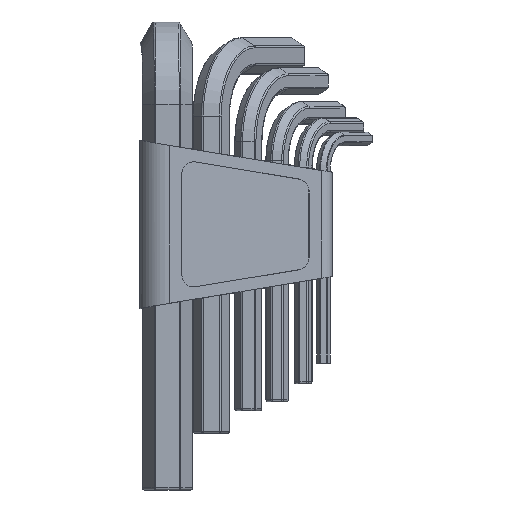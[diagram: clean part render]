
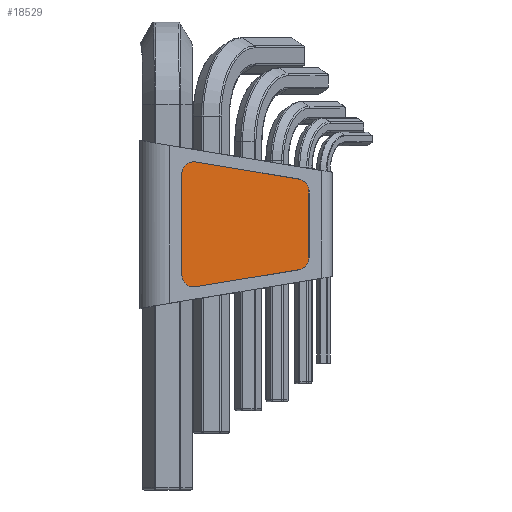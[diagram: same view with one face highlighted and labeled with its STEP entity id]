
A CAD part, front view. The second image highlights one B-rep face of the part: STEP entity #18529.
In plain terms, the highlighted planar face has unit normal (0.083, -0.997, 0).
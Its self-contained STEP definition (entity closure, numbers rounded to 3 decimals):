
#410 = ORIENTED_EDGE ( 'NONE', *, *, #18428, .T. ) ;
#411 = ORIENTED_EDGE ( 'NONE', *, *, #18419, .T. ) ;
#412 = ORIENTED_EDGE ( 'NONE', *, *, #18430, .T. ) ;
#413 = ORIENTED_EDGE ( 'NONE', *, *, #18431, .T. ) ;
#414 = ORIENTED_EDGE ( 'NONE', *, *, #18425, .T. ) ;
#415 = ORIENTED_EDGE ( 'NONE', *, *, #18432, .T. ) ;
#416 = ORIENTED_EDGE ( 'NONE', *, *, #18422, .T. ) ;
#417 = ORIENTED_EDGE ( 'NONE', *, *, #18433, .T. ) ;
#1201 = VERTEX_POINT ( 'NONE', #5851 ) ;
#1204 = VERTEX_POINT ( 'NONE', #5854 ) ;
#1212 = VERTEX_POINT ( 'NONE', #5862 ) ;
#1218 = VERTEX_POINT ( 'NONE', #5868 ) ;
#1223 = VERTEX_POINT ( 'NONE', #5873 ) ;
#1224 = VERTEX_POINT ( 'NONE', #5874 ) ;
#1226 = VERTEX_POINT ( 'NONE', #5876 ) ;
#1256 = VERTEX_POINT ( 'NONE', #5906 ) ;
#3649 = EDGE_LOOP ( 'NONE', ( #411, #412, #410, #413, #414, #415, #416, #417 ) ) ;
#5851 = CARTESIAN_POINT ( 'NONE',  ( 15.674, -2.69, 9.72 ) ) ;
#5854 = CARTESIAN_POINT ( 'NONE',  ( -10.035, -4.833, 5.461 ) ) ;
#5862 = CARTESIAN_POINT ( 'NONE',  ( -10.035, -4.833, 36.539 ) ) ;
#5868 = CARTESIAN_POINT ( 'NONE',  ( 18.176, -2.482, 12.68 ) ) ;
#5873 = CARTESIAN_POINT ( 'NONE',  ( -13.512, -5.123, 8.421 ) ) ;
#5874 = CARTESIAN_POINT ( 'NONE',  ( -13.512, -5.123, 33.579 ) ) ;
#5876 = CARTESIAN_POINT ( 'NONE',  ( 15.674, -2.69, 32.28 ) ) ;
#5906 = CARTESIAN_POINT ( 'NONE',  ( 18.176, -2.482, 29.32 ) ) ;
#13248 = AXIS2_PLACEMENT_3D ( 'NONE', #14703, #14704, #14705 ) ;
#13252 = AXIS2_PLACEMENT_3D ( 'NONE', #14700, #14701, #14702 ) ;
#13352 = AXIS2_PLACEMENT_3D ( 'NONE', #14370, #14698, #14699 ) ;
#13353 = VECTOR ( 'NONE', #14667, 1000. ) ;
#13356 = VECTOR ( 'NONE', #14676, 1000. ) ;
#13359 = VECTOR ( 'NONE', #14685, 1000. ) ;
#13362 = VECTOR ( 'NONE', #14694, 1000. ) ;
#13363 = AXIS2_PLACEMENT_3D ( 'NONE', #14706, #14707, #14708 ) ;
#13428 = FACE_OUTER_BOUND ( 'NONE', #3649, .T. ) ;
#13431 = AXIS2_PLACEMENT_3D ( 'NONE', #15040, #15041, #15042 ) ;
#13674 = CIRCLE ( 'NONE', #13352, 3. ) ;
#13675 = CIRCLE ( 'NONE', #13252, 3. ) ;
#13676 = CIRCLE ( 'NONE', #13248, 3. ) ;
#13677 = CIRCLE ( 'NONE', #13363, 3. ) ;
#14370 = CARTESIAN_POINT ( 'NONE',  ( -10.522, -4.873, 8.421 ) ) ;
#14665 = LINE ( 'NONE', #14666, #13353 ) ;
#14666 = CARTESIAN_POINT ( 'NONE',  ( -13.512, -5.123, 37.115 ) ) ;
#14667 = DIRECTION ( 'NONE',  ( 0., 0., -1. ) ) ;
#14674 = LINE ( 'NONE', #14675, #13356 ) ;
#14675 = CARTESIAN_POINT ( 'NONE',  ( 18.176, -2.482, 31.865 ) ) ;
#14676 = DIRECTION ( 'NONE',  ( -0.983, -0.082, 0.163 ) ) ;
#14683 = LINE ( 'NONE', #14684, #13359 ) ;
#14684 = CARTESIAN_POINT ( 'NONE',  ( 18.176, -2.482, 10.135 ) ) ;
#14685 = DIRECTION ( 'NONE',  ( 0., 0., 1. ) ) ;
#14692 = LINE ( 'NONE', #14693, #13362 ) ;
#14693 = CARTESIAN_POINT ( 'NONE',  ( -13.512, -5.123, 4.885 ) ) ;
#14694 = DIRECTION ( 'NONE',  ( 0.983, 0.082, 0.163 ) ) ;
#14698 = DIRECTION ( 'NONE',  ( 0.083, -0.997, 0. ) ) ;
#14699 = DIRECTION ( 'NONE',  ( 0.997, 0.083, 0. ) ) ;
#14700 = CARTESIAN_POINT ( 'NONE',  ( 15.187, -2.731, 12.68 ) ) ;
#14701 = DIRECTION ( 'NONE',  ( 0.083, -0.997, 0. ) ) ;
#14702 = DIRECTION ( 'NONE',  ( 0.997, 0.083, 0. ) ) ;
#14703 = CARTESIAN_POINT ( 'NONE',  ( 15.187, -2.731, 29.32 ) ) ;
#14704 = DIRECTION ( 'NONE',  ( 0.083, -0.997, 0. ) ) ;
#14705 = DIRECTION ( 'NONE',  ( 0.997, 0.083, 0. ) ) ;
#14706 = CARTESIAN_POINT ( 'NONE',  ( -10.522, -4.873, 33.579 ) ) ;
#14707 = DIRECTION ( 'NONE',  ( 0.083, -0.997, 0. ) ) ;
#14708 = DIRECTION ( 'NONE',  ( 0.997, 0.083, 0. ) ) ;
#15039 = PLANE ( 'NONE',  #13431 ) ;
#15040 = CARTESIAN_POINT ( 'NONE',  ( 0.331, -3.969, 0. ) ) ;
#15041 = DIRECTION ( 'NONE',  ( 0.083, -0.997, 0. ) ) ;
#15042 = DIRECTION ( 'NONE',  ( 0.997, 0.083, 0. ) ) ;
#18419 = EDGE_CURVE ( 'NONE', #1224, #1223, #14665, .T. ) ;
#18422 = EDGE_CURVE ( 'NONE', #1226, #1212, #14674, .T. ) ;
#18425 = EDGE_CURVE ( 'NONE', #1218, #1256, #14683, .T. ) ;
#18428 = EDGE_CURVE ( 'NONE', #1204, #1201, #14692, .T. ) ;
#18430 = EDGE_CURVE ( 'NONE', #1223, #1204, #13674, .T. ) ;
#18431 = EDGE_CURVE ( 'NONE', #1201, #1218, #13675, .T. ) ;
#18432 = EDGE_CURVE ( 'NONE', #1256, #1226, #13676, .T. ) ;
#18433 = EDGE_CURVE ( 'NONE', #1212, #1224, #13677, .T. ) ;
#18529 = ADVANCED_FACE ( 'NONE', ( #13428 ), #15039, .T. ) ;
